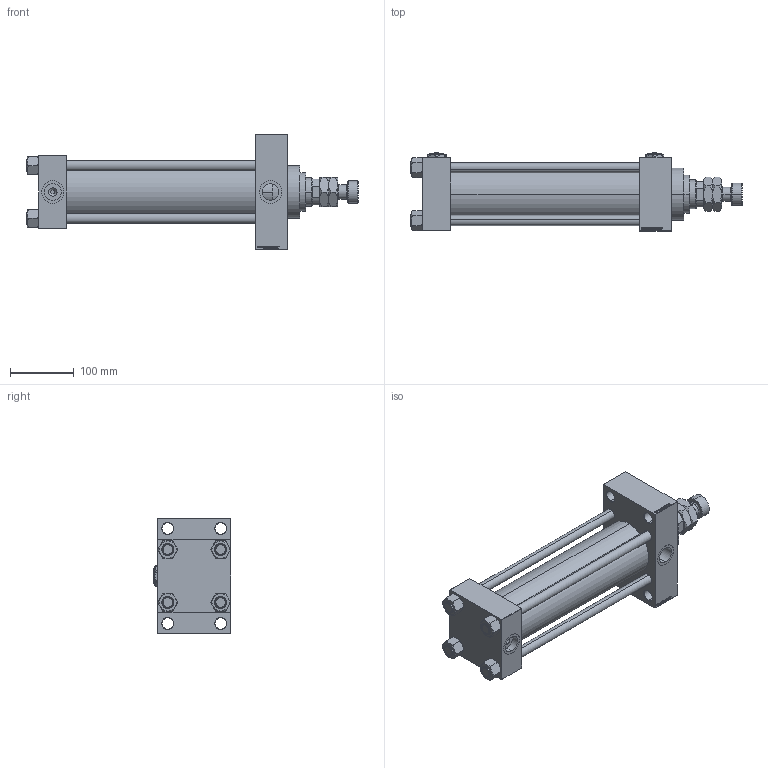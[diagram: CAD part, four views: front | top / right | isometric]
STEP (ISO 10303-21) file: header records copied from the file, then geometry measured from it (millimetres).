
FILE_DESCRIPTION (( 'STEP AP203' ), '1' );
FILE_NAME ('01ca.STEP', '2023-08-23T07:08:49', ( '' ), ( '' ), 'SwSTEP 2.0', 'SolidWorks 2019', '' );
FILE_SCHEMA (( 'CONFIG_CONTROL_DESIGN' ));
Length unit declared in the file: millimetre
Products named in the file (8): Zatka_pro_OIL_PORT 72e6f647dc36d9803da65310e33a63d1; 01ca; MFA 72e6f647dc36d9803da65310e33a63d1; V215CR_D_TYCINKA 72e6f647dc36d9803da65310e33a63d1; NUT_M5_D 72e6f647dc36d9803da65310e33a63d1; V215CR_D_Body 72e6f647dc36d9803da65310e33a63d1; V215CR_VCP_D 72e6f647dc36d9803da65310e33a63d1; V215_VC_A 72e6f647dc36d9803da65310e33a63d1
Assembly tree (14 placements, depth 2):
  01ca
    V215CR_D_Body 72e6f647dc36d9803da65310e33a63d1
    V215CR_VCP_D 72e6f647dc36d9803da65310e33a63d1
    NUT_M5_D 72e6f647dc36d9803da65310e33a63d1  x4
    V215CR_D_TYCINKA 72e6f647dc36d9803da65310e33a63d1  x4
    V215_VC_A 72e6f647dc36d9803da65310e33a63d1
    MFA 72e6f647dc36d9803da65310e33a63d1
    Zatka_pro_OIL_PORT 72e6f647dc36d9803da65310e33a63d1  x2
Bounding box: 520 x 122 x 180 mm (x, y, z)
Volume: 2810822.2 mm3; surface area: 516995.8 mm2
Topology: 14 solids, 14 shells, 1305 faces, 3242 edges, 2083 vertices
Faces by surface type: plane 609, bspline 368, cone 212, cylinder 104, torus 12
Entity records: 51544 total; most frequent: CARTESIAN_POINT 26494, ORIENTED_EDGE 5556, DIRECTION 3736, EDGE_CURVE 2778, VERTEX_POINT 1803, VECTOR 1590, LINE 1590, EDGE_LOOP 1247
